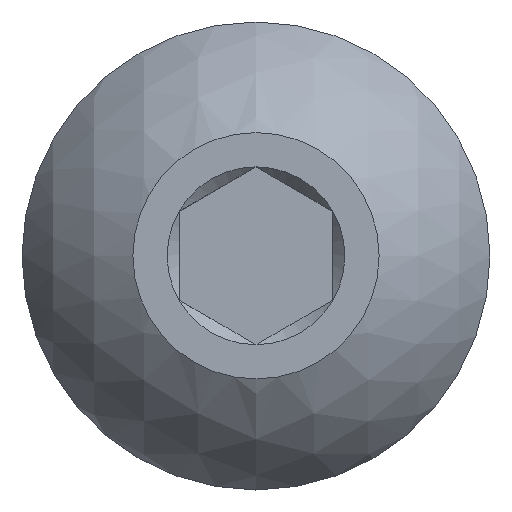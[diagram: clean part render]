
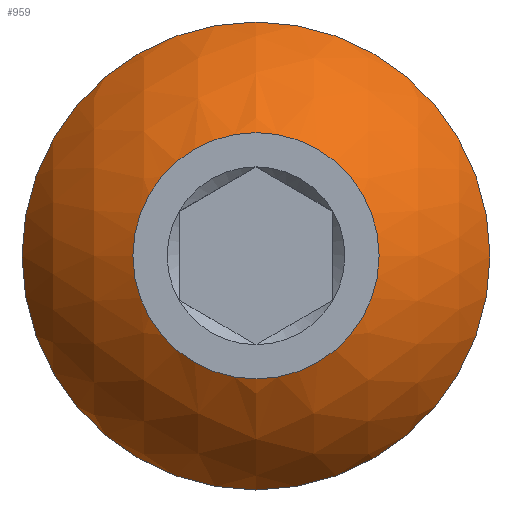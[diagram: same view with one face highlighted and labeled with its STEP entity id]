
A CAD part, top view. The second image highlights one B-rep face of the part: STEP entity #959.
In plain terms, the highlighted spherical face has radius 4.229 mm.
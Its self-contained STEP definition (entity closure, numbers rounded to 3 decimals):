
#27=FACE_BOUND('',#181,.T.);
#30=SPHERICAL_SURFACE('',#1042,4.229);
#122=FACE_OUTER_BOUND('',#180,.T.);
#180=EDGE_LOOP('',(#752));
#181=EDGE_LOOP('',(#753));
#211=CIRCLE('',#1040,3.8);
#213=CIRCLE('',#1043,2.);
#434=VERTEX_POINT('',#3169);
#436=VERTEX_POINT('',#3175);
#565=EDGE_CURVE('',#434,#434,#211,.T.);
#568=EDGE_CURVE('',#436,#436,#213,.T.);
#752=ORIENTED_EDGE('',*,*,#565,.T.);
#753=ORIENTED_EDGE('',*,*,#568,.F.);
#959=ADVANCED_FACE('',(#122,#27),#30,.T.);
#1040=AXIS2_PLACEMENT_3D('',#3170,#1198,#1199);
#1042=AXIS2_PLACEMENT_3D('',#3174,#1203,#1204);
#1043=AXIS2_PLACEMENT_3D('',#3176,#1205,#1206);
#1198=DIRECTION('center_axis',(0.,0.,1.));
#1199=DIRECTION('ref_axis',(1.,0.,0.));
#1203=DIRECTION('center_axis',(-1.,0.,0.));
#1204=DIRECTION('ref_axis',(0.,1.,0.));
#1205=DIRECTION('center_axis',(0.,0.,1.));
#1206=DIRECTION('ref_axis',(1.,0.,0.));
#3169=CARTESIAN_POINT('',(-3.8,0.,5.23));
#3170=CARTESIAN_POINT('Origin',(0.,0.,5.23));
#3174=CARTESIAN_POINT('Origin',(0.,0.,3.374));
#3175=CARTESIAN_POINT('',(0.,2.,7.1));
#3176=CARTESIAN_POINT('Origin',(0.,0.,7.1));
